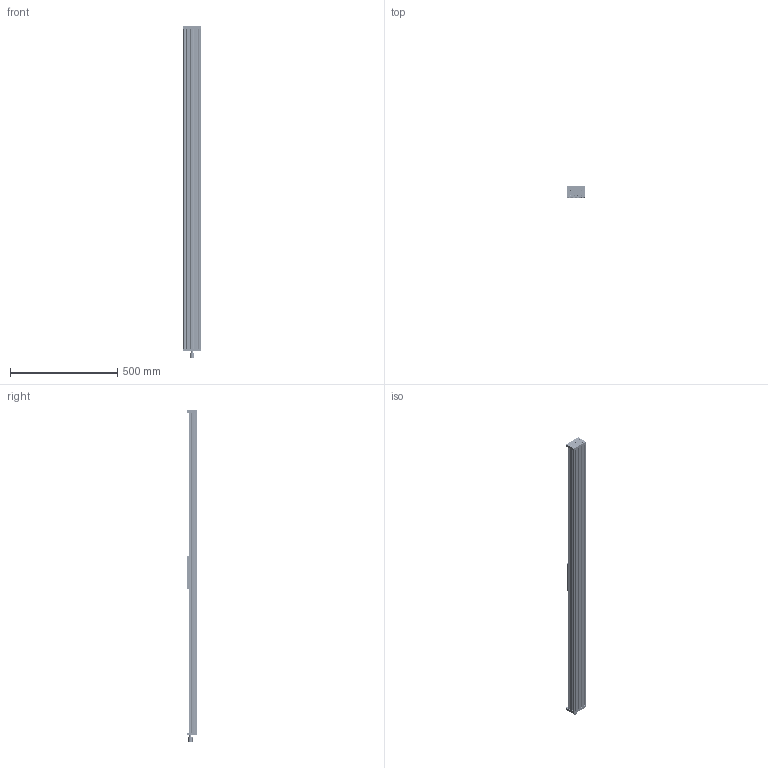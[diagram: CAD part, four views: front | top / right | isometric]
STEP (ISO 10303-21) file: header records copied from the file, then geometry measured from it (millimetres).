
FILE_DESCRIPTION (( 'STEP AP214' ), '1' );
FILE_NAME ('#28 Êîìïëåêò ëèíåéíîãî ïðèâîäà (áåç äâèãàòåëÿ), 1490 ìì.STEP', '2022-01-13T12:51:23', ( 'Ïîëüçîâàòåëü Windows' ), ( '' ), 'SwSTEP 2.0', 'SolidWorks 2021', '' );
FILE_SCHEMA (( 'AUTOMOTIVE_DESIGN' ));
Length unit declared in the file: millimetre
Products named in the file (30): A371 Âòóëêà ðåçüáîâàÿ M7xM5_00; A201 Äèñòàíöèîííàÿ âòóëêà 5õ6 ìì_00; A213 Îãðàíè÷èòåëüíàÿ øàéáà O 8  O 14; A195 Ñòàíäàðòíûé ýêñöåíòðèê 6 ìì, äëÿ âèíòà Ì5_00; F39 Âèíò óñòàíîâî÷íûé DIN 916 Ì5 õ 16_M5(16); A183 Ïîäøèïíèê äëÿ ìèíè ðîëèêîâ, O 5  O 10, MR105zz_00; A212 ﾘ琺矜 O 8  O 12_00; Äëÿ ìóôòû M4_M5(16); A199 Äèñòàíöèîííàÿ âòóëêà 5õ3 ìì; A213 Îãðàíè÷èòåëüíàÿ øàéáà O 8  O 14_00; A247 Êîíöåâîé êðîíøòåéí 50õ80 (Ñ-ïðîôèëÿ)_00; A178 栖闉罻 豂錒罻_00; A233 Õîäîâàÿ ãàéêà áåçëþôòîâàÿ 33x34_00; A225 Ãèáêàÿ ìóôòà O 6,35  O 8_00; A233 Õîäîâàÿ ãàéêà 33x34 äëÿ òðàïåö. âèíòà 8 ìì_Žá­®¢ ; A182 Ïîäøèïíèê äëÿ òðàïåöåèäàëüíîãî âèíòà, O 8  O 16, 688zz; Ãàéêà Ì5, íèçêàÿ DIN 439, K32_00; V248_Ï_Êîíñòðóêöèîííûé_ïðîôèëü_V40õ80(1490)_1490; A222 Òðàïåöåèäàëüíûé âèíò 8õ1531 ìì, 4-õ çàõîäíûé, øàã 2 ìì_00; Êîìïëåêò äâîéíîé ïîðòàëüíîé ïëàñòèíû äëÿ Ñ ïðîôèëÿ 77x155_00; A142 Âèíò ñ ïëîñêîé ãîëîâêîé è âíóòð. øåñòèãðàííèêîì M5õ20_00; A178 Ìèíè ïëàñòèêîâûé óñèëåííûé ðîëèê äëÿ V-ïàçà; A143 Âèíò ñ ïëîñêîé ãîëîâêîé è âíóòð. øåñòèãðàííèêîì M5õ25; A246 Ïëàñòèíà ïîðòàëüíàÿ 77õ155, óäâîåíàÿ øèðèíà (Ñ-ïðîôèëÿ)_00; S54 Âèíò óñòàíîâî÷íûé DIN 916 Ì4 õ 4_M4(4); A137 Âûñîêîòî÷íàÿ ïðîêëàäêà O 5,3  O 8; A229 Ñàìîêîíòðÿùàÿñÿ ãàéêà M5_00; #28 Êîìïëåêò ëèíåéíîãî ïðèâîäà (áåç äâèãàòåëÿ), 1490 ìì; Ì3õ10 DIN 912_M3(12)
Assembly tree (90 placements, depth 4):
  #28 Êîìïëåêò ëèíåéíîãî ïðèâîäà (áåç äâèãàòåëÿ), 1490 ìì
    V248_Ï_Êîíñòðóêöèîííûé_ïðîôèëü_V40õ80(1490)_1490
    A371 Âòóëêà ðåçüáîâàÿ M7xM5_00  x8
    A247 Êîíöåâîé êðîíøòåéí 50õ80 (Ñ-ïðîôèëÿ)_00  x2
    A142 Âèíò ñ ïëîñêîé ãîëîâêîé è âíóòð. øåñòèãðàííèêîì M5õ20_00  x8
    A222 Òðàïåöåèäàëüíûé âèíò 8õ1531 ìì, 4-õ çàõîäíûé, øàã 2 ìì_00
    A213 Îãðàíè÷èòåëüíàÿ øàéáà O 8  O 14_00  x2
      A213 Îãðàíè÷èòåëüíàÿ øàéáà O 8  O 14
      S54 Âèíò óñòàíîâî÷íûé DIN 916 Ì4 õ 4_M4(4)
    A212 ﾘ琺矜 O 8  O 12_00  x2
    A182 Ïîäøèïíèê äëÿ òðàïåöåèäàëüíîãî âèíòà, O 8  O 16, 688zz  x2
    A225 Ãèáêàÿ ìóôòà O 6,35  O 8_00
      A225 Ãèáêàÿ ìóôòà O 6,35  O 8_00
      Ì3õ10 DIN 912_M3(12)  x2
      Äëÿ ìóôòû M4_M5(16)  x2
    Êîìïëåêò äâîéíîé ïîðòàëüíîé ïëàñòèíû äëÿ Ñ ïðîôèëÿ 77x155_00
      A246 Ïëàñòèíà ïîðòàëüíàÿ 77õ155, óäâîåíàÿ øèðèíà (Ñ-ïðîôèëÿ)_00
      A143 Âèíò ñ ïëîñêîé ãîëîâêîé è âíóòð. øåñòèãðàííèêîì M5õ25  x8
      A201 Äèñòàíöèîííàÿ âòóëêà 5õ6 ìì_00  x4
      A178 栖闉罻 豂錒罻_00  x8
        A137 Âûñîêîòî÷íàÿ ïðîêëàäêà O 5,3  O 8
        A178 Ìèíè ïëàñòèêîâûé óñèëåííûé ðîëèê äëÿ V-ïàçà
        A183 Ïîäøèïíèê äëÿ ìèíè ðîëèêîâ, O 5  O 10, MR105zz_00
      A229 Ñàìîêîíòðÿùàÿñÿ ãàéêà M5_00  x10
      A195 Ñòàíäàðòíûé ýêñöåíòðèê 6 ìì, äëÿ âèíòà Ì5_00  x4
      A142 Âèíò ñ ïëîñêîé ãîëîâêîé è âíóòð. øåñòèãðàííèêîì M5õ20_00  x2
      A199 Äèñòàíöèîííàÿ âòóëêà 5õ3 ìì  x2
      A233 Õîäîâàÿ ãàéêà áåçëþôòîâàÿ 33x34_00
        A233 Õîäîâàÿ ãàéêà 33x34 äëÿ òðàïåö. âèíòà 8 ìì_Žá­®¢ 
        F39 Âèíò óñòàíîâî÷íûé DIN 916 Ì5 õ 16_M5(16)
        Ãàéêà Ì5, íèçêàÿ DIN 439, K32_00
      A137 Âûñîêîòî÷íàÿ ïðîêëàäêà O 5,3  O 8  x8
Bounding box: 80 x 50.3 x 1546 mm (x, y, z)
Volume: 1601372.1 mm3; surface area: 1342621.5 mm2
Topology: 171 solids, 171 shells, 4603 faces, 11500 edges, 7390 vertices
Faces by surface type: cylinder 1432, plane 1282, cone 925, torus 700, sphere 256, bspline 8
Entity records: 57043 total; most frequent: CARTESIAN_POINT 13819, DIRECTION 8590, ORIENTED_EDGE 7988, EDGE_CURVE 3994, AXIS2_PLACEMENT_3D 3256, VERTEX_POINT 2560, LINE 2078, VECTOR 2078
